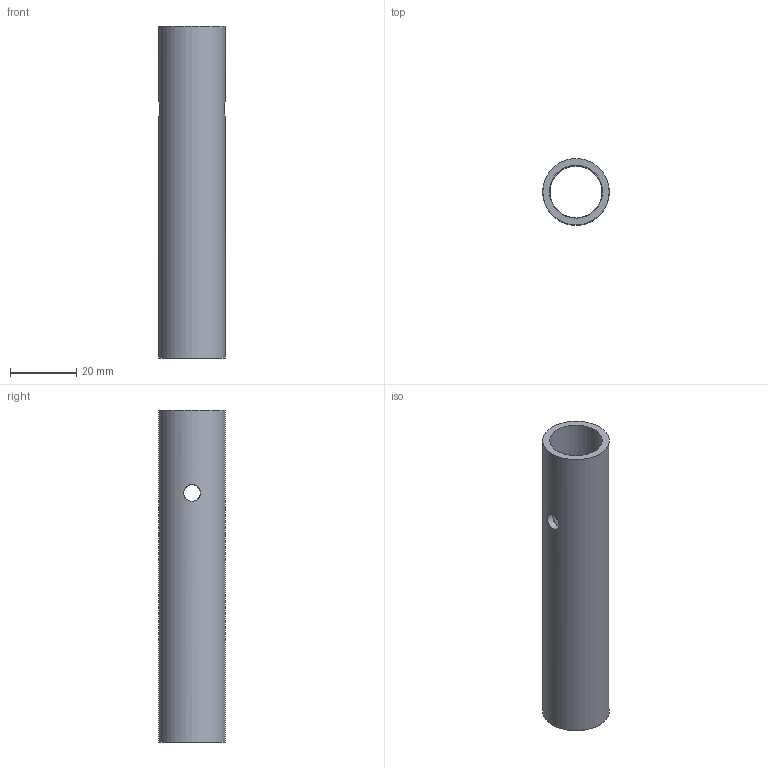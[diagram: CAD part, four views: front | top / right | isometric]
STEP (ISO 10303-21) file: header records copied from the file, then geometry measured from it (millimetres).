
FILE_DESCRIPTION((''),'2;1');
FILE_NAME('GR06.022.stp','2007-09-07T12:47:48',('RKob'),(''),'Autodesk Inventor 11','Autodesk Inventor 11','');
FILE_SCHEMA(('AUTOMOTIVE_DESIGN { 1 0 10303 214 1 1 1 1 }'));
Length unit declared in the file: millimetre
Products named in the file (1): GR06
Bounding box: 20 x 20 x 100 mm (x, y, z)
Volume: 11875.4 mm3; surface area: 11458.3 mm2
Topology: 1 solids, 1 shells, 8 faces, 23 edges, 16 vertices
Faces by surface type: cylinder 4, bspline 2, plane 2
Full cylindrical faces by diameter (mm): 5 x2, 15.7 x1, 20 x1
Entity records: 498 total; most frequent: CARTESIAN_POINT 317, DIRECTION 26, ORIENTED_EDGE 24, EDGE_LOOP 20, AXIS2_PLACEMENT_3D 13, VERTEX_POINT 12, EDGE_CURVE 12, FACE_BOUND 12
